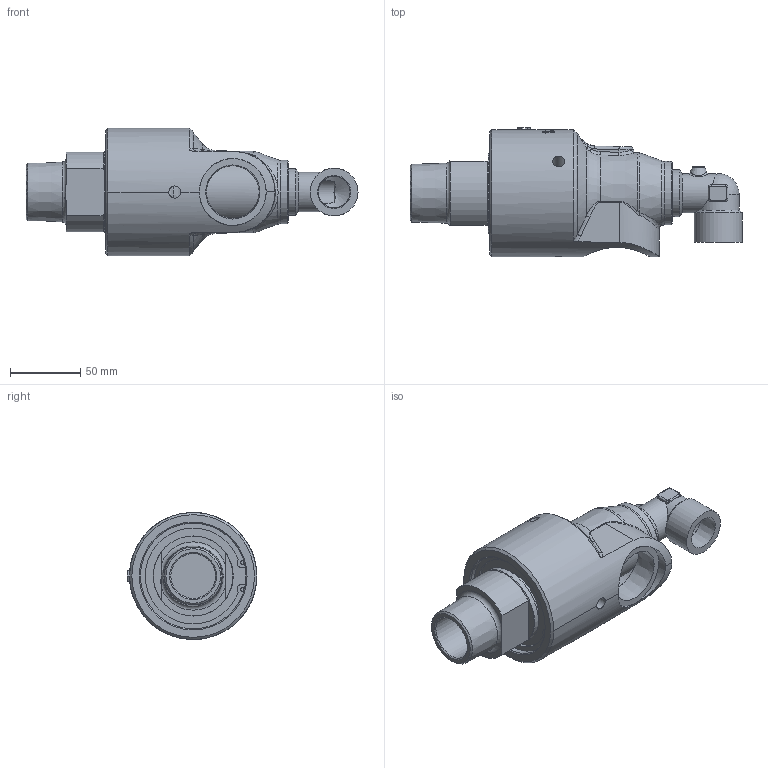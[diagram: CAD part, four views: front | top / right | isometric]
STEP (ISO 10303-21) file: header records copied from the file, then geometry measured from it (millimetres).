
FILE_DESCRIPTION(/* description */ (''),/* implementation_level */ '2;1');
FILE_NAME(/* name */ '527-050-002007-IC.stp',/* time_stamp */ '2020-05-19T15:45:26-05:00',/* author */ ('GALINDOLM'),/* organization */ (''),/* preprocessor_version */ 'ST-DEVELOPER v18',/* originating_system */ 'Autodesk Inventor 2020',/* authorisation */ '');
FILE_SCHEMA (('AUTOMOTIVE_DESIGN { 1 0 10303 214 3 1 1 }'));
Products named in the file (1): 527-050-002007-IC
Bounding box: 236.27 x 92.2 x 90.5 mm (x, y, z)
Volume: 629062.8 mm3; surface area: 84285.3 mm2
Topology: 1 solids, 2 shells, 512 faces, 1348 edges, 882 vertices
Faces by surface type: bspline 242, plane 137, cylinder 96, cone 29, torus 7, sphere 1
Full cylindrical faces by diameter (mm): 2.794 x2, 5.359 x1, 8.6 x3, 17.475 x1, 21.7 x1, 22.631 x1, 28 x1, 31.8 x1, 34 x1, 47.6 x1, 50.05 x1, 57 x1, 75.08 x1, 80.8 x1
Entity records: 69763 total; most frequent: CARTESIAN_POINT 58027, ORIENTED_EDGE 2690, DIRECTION 1861, EDGE_CURVE 1345, VERTEX_POINT 882, AXIS2_PLACEMENT_3D 696, EDGE_LOOP 559, FACE_OUTER_BOUND 512
